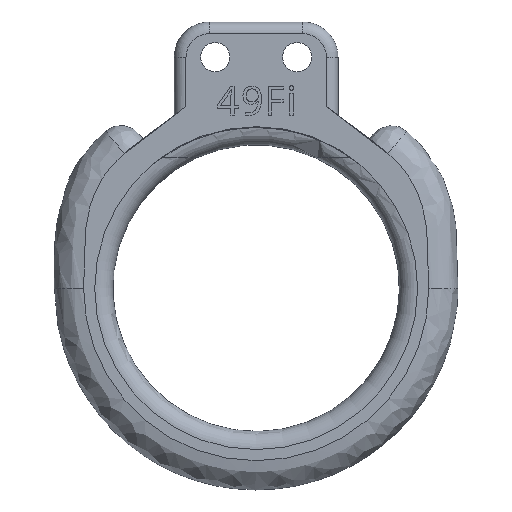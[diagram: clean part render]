
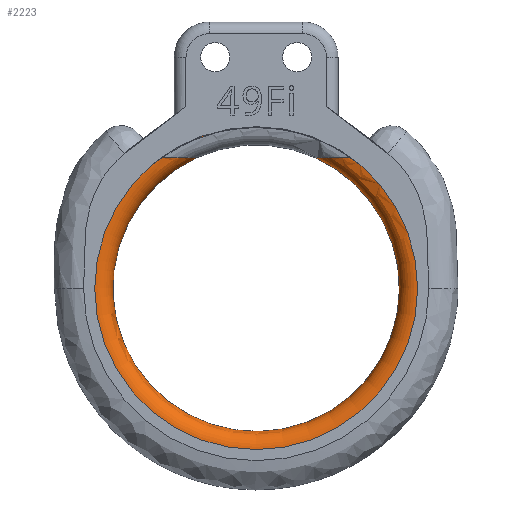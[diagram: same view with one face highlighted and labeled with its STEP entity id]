
A CAD part, top view. The second image highlights one B-rep face of the part: STEP entity #2223.
In plain terms, the highlighted toroidal (fillet/blend) face has major radius 27.6 mm and minor radius 3.1 mm.
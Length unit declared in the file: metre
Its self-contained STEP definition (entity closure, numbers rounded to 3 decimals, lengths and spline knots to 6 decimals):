
#45=TOROIDAL_SURFACE('',#2412,0.0276,0.0031);
#68=CIRCLE('',#2311,0.0276);
#81=CIRCLE('',#2325,0.0245);
#160=B_SPLINE_CURVE_WITH_KNOTS('',3,(#3131,#3132,#3133,#3134,#3135,#3136,
#3137,#3138,#3139,#3140),.UNSPECIFIED.,.F.,.F.,(4,1,1,1,1,1,1,4),(0.,
0.00432,0.008639,0.012959,0.017278,
0.021598,0.025917,0.034556),.UNSPECIFIED.);
#211=B_SPLINE_CURVE_WITH_KNOTS('',3,(#3905,#3906,#3907,#3908,#3909,#3910,
#3911,#3912),.UNSPECIFIED.,.F.,.F.,(4,1,1,1,1,4),(0.,
0.001795,0.00359,0.005385,0.006283,
0.00718),.UNSPECIFIED.);
#212=B_SPLINE_CURVE_WITH_KNOTS('',3,(#3914,#3915,#3916,#3917,#3918,#3919,
#3920,#3921),.UNSPECIFIED.,.F.,.F.,(4,1,1,1,1,4),(0.,0.000909,
0.001818,0.003636,0.005454,0.007273),
 .UNSPECIFIED.);
#776=ORIENTED_EDGE('',*,*,#923,.F.);
#777=ORIENTED_EDGE('',*,*,#1158,.F.);
#778=ORIENTED_EDGE('',*,*,#986,.F.);
#779=ORIENTED_EDGE('',*,*,#1157,.F.);
#780=ORIENTED_EDGE('',*,*,#921,.F.);
#921=EDGE_CURVE('',#1228,#1229,#160,.T.);
#923=EDGE_CURVE('',#1230,#1230,#68,.F.);
#986=EDGE_CURVE('',#1292,#1293,#81,.T.);
#1157=EDGE_CURVE('',#1229,#1292,#211,.T.);
#1158=EDGE_CURVE('',#1293,#1228,#212,.T.);
#1228=VERTEX_POINT('',#3130);
#1229=VERTEX_POINT('',#3141);
#1230=VERTEX_POINT('',#3145);
#1292=VERTEX_POINT('',#3324);
#1293=VERTEX_POINT('',#3326);
#1874=EDGE_LOOP('',(#776));
#1875=EDGE_LOOP('',(#777,#778,#779,#780));
#2030=FACE_BOUND('',#1874,.T.);
#2031=FACE_BOUND('',#1875,.T.);
#2223=ADVANCED_FACE('',(#2030,#2031),#45,.T.);
#2311=AXIS2_PLACEMENT_3D('',#3144,#2550,#2551);
#2325=AXIS2_PLACEMENT_3D('',#3325,#2609,#2610);
#2412=AXIS2_PLACEMENT_3D('',#3925,#2898,#2899);
#2550=DIRECTION('',(0.,0.,1.));
#2551=DIRECTION('',(1.,0.,0.));
#2609=DIRECTION('',(0.,0.,1.));
#2610=DIRECTION('',(1.,0.,0.));
#2898=DIRECTION('',(0.,0.,1.));
#2899=DIRECTION('',(1.,0.,0.));
#3130=CARTESIAN_POINT('',(0.016147,0.0223,0.009999));
#3131=CARTESIAN_POINT('',(0.016147,0.0223,0.009999));
#3132=CARTESIAN_POINT('',(0.01497,0.023146,0.009999));
#3133=CARTESIAN_POINT('',(0.012508,0.024639,0.009999));
#3134=CARTESIAN_POINT('',(0.008471,0.026288,0.009999));
#3135=CARTESIAN_POINT('',(0.004313,0.027275,0.009998));
#3136=CARTESIAN_POINT('',(-0.000038,0.027612,0.009998));
#3137=CARTESIAN_POINT('',(-0.004303,0.027276,0.009998));
#3138=CARTESIAN_POINT('',(-0.009948,0.025931,0.009999));
#3139=CARTESIAN_POINT('',(-0.013797,0.023989,0.009999));
#3140=CARTESIAN_POINT('',(-0.016147,0.0223,0.009999));
#3141=CARTESIAN_POINT('',(-0.016147,0.0223,0.009999));
#3144=CARTESIAN_POINT('',(0.,0.,0.01));
#3145=CARTESIAN_POINT('',(0.0276,0.,0.01));
#3324=CARTESIAN_POINT('',(-0.010147,0.0223,0.0069));
#3325=CARTESIAN_POINT('',(0.,0.,0.0069));
#3326=CARTESIAN_POINT('',(0.010147,0.0223,0.0069));
#3905=CARTESIAN_POINT('',(-0.016147,0.0223,0.009999));
#3906=CARTESIAN_POINT('',(-0.015541,0.0223,0.009991));
#3907=CARTESIAN_POINT('',(-0.014351,0.0223,0.009859));
#3908=CARTESIAN_POINT('',(-0.012609,0.0223,0.009348));
#3909=CARTESIAN_POINT('',(-0.011259,0.0223,0.008642));
#3910=CARTESIAN_POINT('',(-0.010379,0.0223,0.007791));
#3911=CARTESIAN_POINT('',(-0.010147,0.0223,0.007203));
#3912=CARTESIAN_POINT('',(-0.010147,0.0223,0.0069));
#3914=CARTESIAN_POINT('',(0.010147,0.0223,0.0069));
#3915=CARTESIAN_POINT('',(0.010147,0.0223,0.007208));
#3916=CARTESIAN_POINT('',(0.01038,0.0223,0.007792));
#3917=CARTESIAN_POINT('',(0.011264,0.0223,0.008646));
#3918=CARTESIAN_POINT('',(0.01261,0.0223,0.009348));
#3919=CARTESIAN_POINT('',(0.014357,0.0223,0.00986));
#3920=CARTESIAN_POINT('',(0.015545,0.0223,0.009992));
#3921=CARTESIAN_POINT('',(0.016147,0.0223,0.009999));
#3925=CARTESIAN_POINT('',(0.,0.,0.0069));
